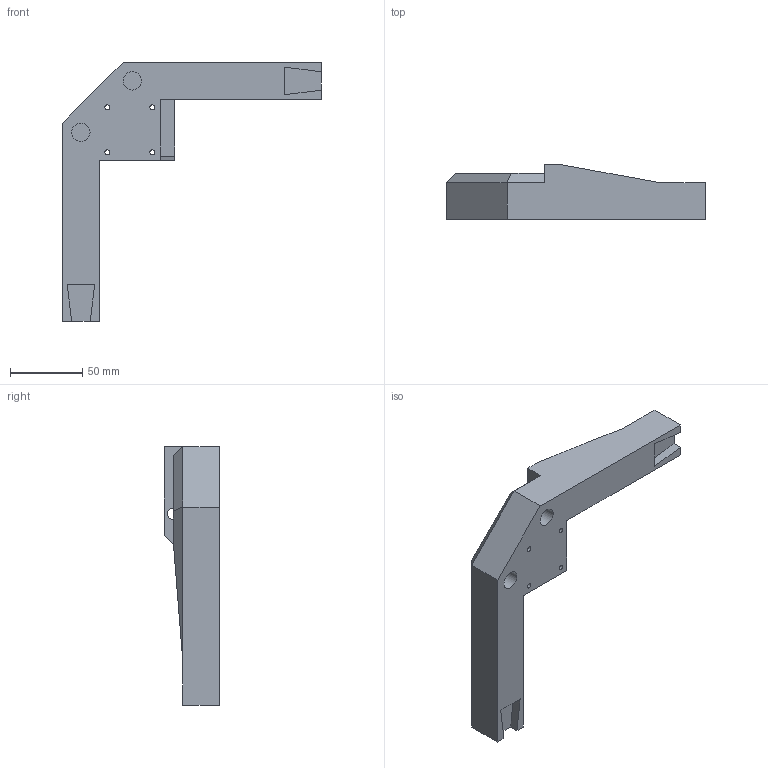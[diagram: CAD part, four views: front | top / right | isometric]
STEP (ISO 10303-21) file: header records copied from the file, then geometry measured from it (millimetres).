
FILE_DESCRIPTION(/* description */ (''),/* implementation_level */ '2;1');
FILE_NAME(/* name */ 'MotoRight.stp',/* time_stamp */ '2025-04-13T11:58:35-04:00',/* author */ ('Designer'),/* organization */ (''),/* preprocessor_version */ 'ST-DEVELOPER v20',/* originating_system */ 'Autodesk Inventor 2024',/* authorisation */ '');
FILE_SCHEMA (('AUTOMOTIVE_DESIGN { 1 0 10303 214 3 1 1 }'));
Length unit declared in the file: inch
Products named in the file (1): MotorLeft_MIR
Bounding box: 179 x 38.32 x 179 mm (x, y, z)
Volume: 233635.3 mm3; surface area: 46759.1 mm2
Topology: 1 solids, 1 shells, 60 faces, 166 edges, 107 vertices
Faces by surface type: plane 48, cylinder 12
Full cylindrical faces by diameter (mm): 3.5 x8, 8.1 x1, 12.7 x2, 24 x1
Entity records: 1976 total; most frequent: CARTESIAN_POINT 334, ORIENTED_EDGE 332, DIRECTION 313, EDGE_CURVE 166, LINE 141, VECTOR 141, VERTEX_POINT 107, AXIS2_PLACEMENT_3D 86
